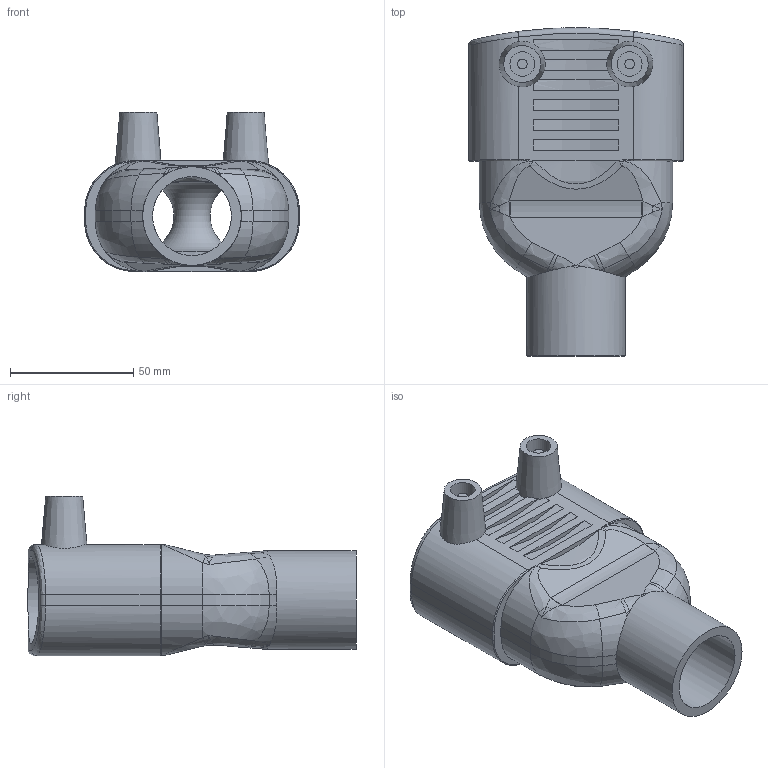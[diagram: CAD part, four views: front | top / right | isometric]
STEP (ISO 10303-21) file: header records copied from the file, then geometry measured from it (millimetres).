
FILE_DESCRIPTION(/* description */ ('PLASSON REDUCING Y 40X32X32'),/* implementation_level */ '2;1');
FILE_NAME(/* name */ '491904040032.ipt.stp',/* time_stamp */ '2017-11-06T09:14:31+02:00',/* author */ ('KIM'),/* organization */ (''),/* preprocessor_version */ 'ST-DEVELOPER v15.6',/* originating_system */ 'Autodesk Inventor 2015',/* authorisation */ '');
FILE_SCHEMA (('AUTOMOTIVE_DESIGN { 1 0 10303 214 3 1 1 }'));
Length unit declared in the file: millimetre
Products named in the file (1): 491904040032
Bounding box: 87 x 132.95 x 64.5 mm (x, y, z)
Volume: 189381.4 mm3; surface area: 52594.2 mm2
Topology: 1 solids, 1 shells, 176 faces, 417 edges, 254 vertices
Faces by surface type: bspline 60, plane 52, cylinder 51, torus 11, cone 2
Full cylindrical faces by diameter (mm): 4 x2, 10 x2, 32 x3, 35.2 x2, 40 x1
Entity records: 6421 total; most frequent: CARTESIAN_POINT 2787, ORIENTED_EDGE 784, DIRECTION 656, EDGE_CURVE 392, AXIS2_PLACEMENT_3D 278, VERTEX_POINT 248, EDGE_LOOP 210, FACE_OUTER_BOUND 176
